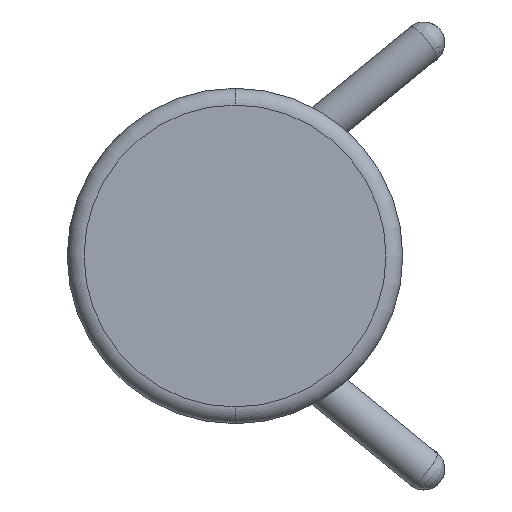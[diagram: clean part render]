
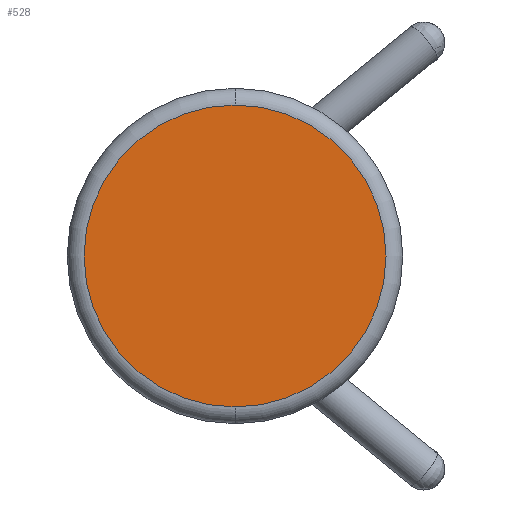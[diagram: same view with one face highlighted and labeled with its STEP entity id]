
A CAD part, left-side view. The second image highlights one B-rep face of the part: STEP entity #528.
In plain terms, the highlighted planar face has unit normal (-1, 0, 0).
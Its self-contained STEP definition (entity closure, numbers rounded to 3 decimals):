
#87 = CARTESIAN_POINT ( 'NONE',  ( -3.2, 0., -0.9 ) ) ;
#278 = PLANE ( 'NONE',  #332 ) ;
#293 = FACE_OUTER_BOUND ( 'NONE', #488, .T. ) ;
#323 = DIRECTION ( 'NONE',  ( 0., 0., -1. ) ) ;
#324 = DIRECTION ( 'NONE',  ( -1., 0., 0. ) ) ;
#325 = AXIS2_PLACEMENT_3D ( 'NONE', #330, #324, #323 ) ;
#326 = CIRCLE ( 'NONE', #325, 0.9 ) ;
#328 = DIRECTION ( 'NONE',  ( 0., 0., -1. ) ) ;
#329 = DIRECTION ( 'NONE',  ( 1., 0., 0. ) ) ;
#330 = CARTESIAN_POINT ( 'NONE',  ( -3.2, 0., 0. ) ) ;
#331 = CARTESIAN_POINT ( 'NONE',  ( -3.2, 0., 0. ) ) ;
#332 = AXIS2_PLACEMENT_3D ( 'NONE', #331, #329, #328 ) ;
#334 = CIRCLE ( 'NONE', #381, 0.9 ) ;
#377 = CARTESIAN_POINT ( 'NONE',  ( -3.2, 0., 0.9 ) ) ;
#378 = DIRECTION ( 'NONE',  ( 0., 0., -1. ) ) ;
#379 = DIRECTION ( 'NONE',  ( -1., 0., 0. ) ) ;
#380 = CARTESIAN_POINT ( 'NONE',  ( -3.2, 0., 0. ) ) ;
#381 = AXIS2_PLACEMENT_3D ( 'NONE', #380, #379, #378 ) ;
#451 = VERTEX_POINT ( 'NONE', #87 ) ;
#488 = EDGE_LOOP ( 'NONE', ( #529, #531 ) ) ;
#528 = ADVANCED_FACE ( 'NONE', ( #293 ), #278, .F. ) ;
#529 = ORIENTED_EDGE ( 'NONE', *, *, #530, .T. ) ;
#530 = EDGE_CURVE ( 'NONE', #451, #539, #326, .T. ) ;
#531 = ORIENTED_EDGE ( 'NONE', *, *, #538, .T. ) ;
#538 = EDGE_CURVE ( 'NONE', #539, #451, #334, .T. ) ;
#539 = VERTEX_POINT ( 'NONE', #377 ) ;
